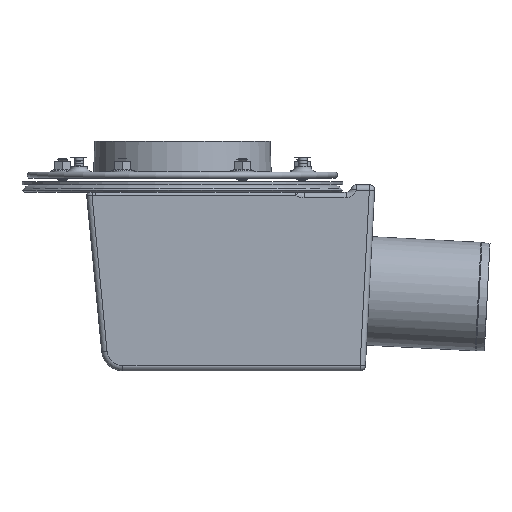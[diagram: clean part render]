
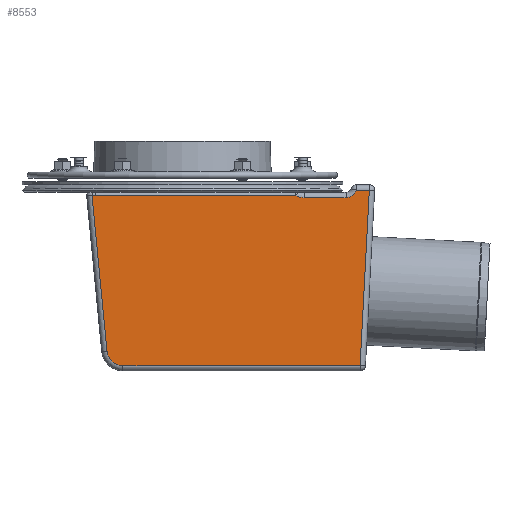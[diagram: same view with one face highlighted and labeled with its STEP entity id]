
A CAD part, front view. The second image highlights one B-rep face of the part: STEP entity #8553.
In plain terms, the highlighted planar face has unit normal (0, -1, 0).
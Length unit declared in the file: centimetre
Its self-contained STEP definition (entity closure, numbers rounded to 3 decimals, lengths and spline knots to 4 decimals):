
#169=B_SPLINE_CURVE_WITH_KNOTS('',3,(#14999,#15000,#15001,#15002,#15003),
 .UNSPECIFIED.,.F.,.F.,(4,1,4),(0.,3.4007,7.9349),
 .UNSPECIFIED.);
#633=PLANE('',#9555);
#1090=FACE_OUTER_BOUND('',#1742,.T.);
#1742=EDGE_LOOP('',(#7017,#7018,#7019,#7020,#7021,#7022,#7023,#7024,#7025,
#7026,#7027,#7028,#7029,#7030,#7031));
#2221=LINE('',#14950,#2692);
#2222=LINE('',#14954,#2693);
#2223=LINE('',#14965,#2694);
#2224=LINE('',#14967,#2695);
#2231=LINE('',#14985,#2702);
#2232=LINE('',#14989,#2703);
#2233=LINE('',#14991,#2704);
#2234=LINE('',#14993,#2705);
#2235=LINE('',#14997,#2706);
#2236=LINE('',#15004,#2707);
#2237=LINE('',#15006,#2708);
#2238=LINE('',#15007,#2709);
#2692=VECTOR('',#11779,1.);
#2693=VECTOR('',#11784,1.);
#2694=VECTOR('',#11787,1.);
#2695=VECTOR('',#11788,1.);
#2702=VECTOR('',#11805,1.);
#2703=VECTOR('',#11808,1.);
#2704=VECTOR('',#11809,1.);
#2705=VECTOR('',#11810,1.);
#2706=VECTOR('',#11813,1.);
#2707=VECTOR('',#11814,1.);
#2708=VECTOR('',#11815,1.);
#2709=VECTOR('',#11816,1.);
#3273=CIRCLE('',#9556,15.);
#3274=CIRCLE('',#9557,10.);
#3913=VERTEX_POINT('',#14946);
#3914=VERTEX_POINT('',#14948);
#3915=VERTEX_POINT('',#14952);
#3916=VERTEX_POINT('',#14961);
#3918=VERTEX_POINT('',#14964);
#3919=VERTEX_POINT('',#14966);
#3925=VERTEX_POINT('',#14984);
#3926=VERTEX_POINT('',#14986);
#3927=VERTEX_POINT('',#14988);
#3928=VERTEX_POINT('',#14990);
#3929=VERTEX_POINT('',#14992);
#3930=VERTEX_POINT('',#14994);
#3931=VERTEX_POINT('',#14996);
#3932=VERTEX_POINT('',#14998);
#3933=VERTEX_POINT('',#15005);
#4978=EDGE_CURVE('',#3914,#3913,#2221,.T.);
#4980=EDGE_CURVE('',#3915,#3914,#2222,.T.);
#4982=EDGE_CURVE('',#3918,#3916,#2223,.T.);
#4983=EDGE_CURVE('',#3919,#3918,#2224,.T.);
#4992=EDGE_CURVE('',#3925,#3915,#2231,.T.);
#4993=EDGE_CURVE('',#3926,#3925,#3273,.T.);
#4994=EDGE_CURVE('',#3927,#3926,#2232,.T.);
#4995=EDGE_CURVE('',#3928,#3927,#2233,.T.);
#4996=EDGE_CURVE('',#3929,#3928,#2234,.T.);
#4997=EDGE_CURVE('',#3930,#3929,#3274,.T.);
#4998=EDGE_CURVE('',#3931,#3930,#2235,.T.);
#4999=EDGE_CURVE('',#3932,#3931,#169,.T.);
#5000=EDGE_CURVE('',#3919,#3932,#2236,.T.);
#5001=EDGE_CURVE('',#3933,#3916,#2237,.T.);
#5002=EDGE_CURVE('',#3913,#3933,#2238,.T.);
#7017=ORIENTED_EDGE('',*,*,#4992,.F.);
#7018=ORIENTED_EDGE('',*,*,#4993,.F.);
#7019=ORIENTED_EDGE('',*,*,#4994,.F.);
#7020=ORIENTED_EDGE('',*,*,#4995,.F.);
#7021=ORIENTED_EDGE('',*,*,#4996,.F.);
#7022=ORIENTED_EDGE('',*,*,#4997,.F.);
#7023=ORIENTED_EDGE('',*,*,#4998,.F.);
#7024=ORIENTED_EDGE('',*,*,#4999,.F.);
#7025=ORIENTED_EDGE('',*,*,#5000,.F.);
#7026=ORIENTED_EDGE('',*,*,#4983,.T.);
#7027=ORIENTED_EDGE('',*,*,#4982,.T.);
#7028=ORIENTED_EDGE('',*,*,#5001,.F.);
#7029=ORIENTED_EDGE('',*,*,#5002,.F.);
#7030=ORIENTED_EDGE('',*,*,#4978,.F.);
#7031=ORIENTED_EDGE('',*,*,#4980,.F.);
#8553=ADVANCED_FACE('',(#1090),#633,.T.);
#9555=AXIS2_PLACEMENT_3D('',#14983,#11803,#11804);
#9556=AXIS2_PLACEMENT_3D('',#14987,#11806,#11807);
#9557=AXIS2_PLACEMENT_3D('',#14995,#11811,#11812);
#11779=DIRECTION('',(-0.052,0.,0.999));
#11784=DIRECTION('',(-0.999,0.,-0.052));
#11787=DIRECTION('',(-0.096,0.,0.995));
#11788=DIRECTION('',(-0.999,0.,-0.052));
#11803=DIRECTION('center_axis',(0.,-1.,0.));
#11804=DIRECTION('ref_axis',(1.,0.,0.));
#11805=DIRECTION('',(-0.096,0.,0.995));
#11806=DIRECTION('center_axis',(0.,1.,0.));
#11807=DIRECTION('ref_axis',(0.901,0.,0.434));
#11808=DIRECTION('',(-1.,0.,0.));
#11809=DIRECTION('',(-0.052,0.,-0.999));
#11810=DIRECTION('',(1.,0.,0.));
#11811=DIRECTION('center_axis',(0.,-1.,0.));
#11812=DIRECTION('ref_axis',(0.592,0.,-0.806));
#11813=DIRECTION('',(1.,0.,0.));
#11814=DIRECTION('',(1.,0.,0.));
#11815=DIRECTION('',(1.,0.,0.));
#11816=DIRECTION('',(-0.096,0.,0.995));
#14946=CARTESIAN_POINT('',(-84.4376,-90.,79.3995));
#14948=CARTESIAN_POINT('',(-84.3968,-90.,78.6216));
#14950=CARTESIAN_POINT('',(-84.3968,-90.,78.6216));
#14952=CARTESIAN_POINT('',(-84.3628,-90.,78.6234));
#14954=CARTESIAN_POINT('',(-81.4009,-90.,78.7786));
#14961=CARTESIAN_POINT('',(-81.5186,-90.,80.0004));
#14964=CARTESIAN_POINT('',(-81.5183,-90.,79.9976));
#14965=CARTESIAN_POINT('',(-65.7272,-90.,-83.9996));
#14966=CARTESIAN_POINT('',(-81.4649,-90.,80.0004));
#14967=CARTESIAN_POINT('',(-81.4649,-90.,80.0004));
#14983=CARTESIAN_POINT('Origin',(46.4663,-90.,3.3735));
#14984=CARTESIAN_POINT('',(-70.4914,-90.,-65.4373));
#14985=CARTESIAN_POINT('',(-80.5024,-90.,38.5314));
#14986=CARTESIAN_POINT('',(-55.5604,-90.,-78.9996));
#14987=CARTESIAN_POINT('Origin',(-55.5604,-90.,-63.9996));
#14988=CARTESIAN_POINT('',(166.1362,-90.,-78.9996));
#14989=CARTESIAN_POINT('',(-55.881,-90.,-78.9996));
#14990=CARTESIAN_POINT('',(174.7311,-90.,85.0004));
#14991=CARTESIAN_POINT('',(168.0008,-90.,-43.4222));
#14992=CARTESIAN_POINT('',(162.5394,-90.,85.0004));
#14993=CARTESIAN_POINT('',(113.2331,-90.,85.0004));
#14994=CARTESIAN_POINT('',(153.,-90.,78.0004));
#14995=CARTESIAN_POINT('Origin',(153.,-90.,88.0004));
#14996=CARTESIAN_POINT('',(113.7497,-90.,78.0004));
#14997=CARTESIAN_POINT('',(23.2331,-90.,78.0004));
#14998=CARTESIAN_POINT('',(106.165,-90.,80.0004));
#14999=CARTESIAN_POINT('Ctrl Pts',(106.165,-90.,80.0004));
#15000=CARTESIAN_POINT('Ctrl Pts',(107.1432,-90.,79.4277));
#15001=CARTESIAN_POINT('Ctrl Pts',(109.5928,-90.,78.383));
#15002=CARTESIAN_POINT('Ctrl Pts',(112.2383,-90.,78.0004));
#15003=CARTESIAN_POINT('Ctrl Pts',(113.7497,-90.,78.0004));
#15004=CARTESIAN_POINT('',(102.2331,-90.,80.0004));
#15005=CARTESIAN_POINT('',(-84.4954,-90.,80.0004));
#15006=CARTESIAN_POINT('',(-17.7669,-90.,80.0004));
#15007=CARTESIAN_POINT('',(-80.5024,-90.,38.5314));
